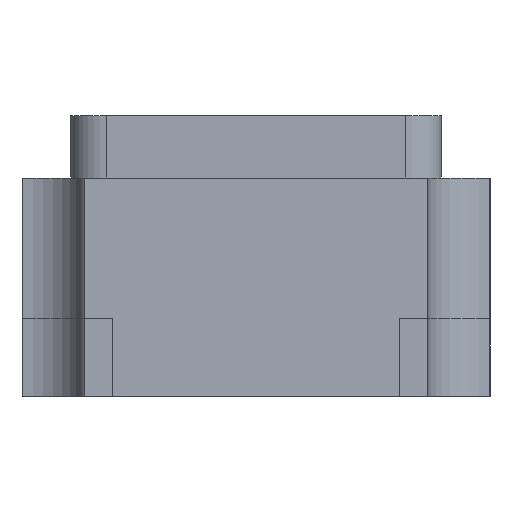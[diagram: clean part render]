
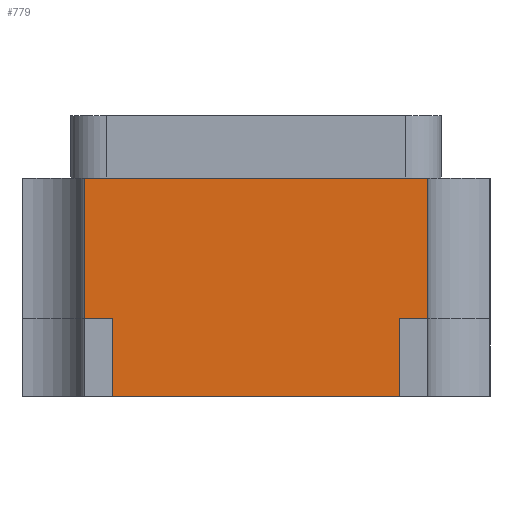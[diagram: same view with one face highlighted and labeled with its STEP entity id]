
A CAD part, left-side view. The second image highlights one B-rep face of the part: STEP entity #779.
In plain terms, the highlighted planar face has unit normal (-1, 0, 0).
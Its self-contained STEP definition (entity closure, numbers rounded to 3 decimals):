
#349 = VERTEX_POINT('',#350);
#350 = CARTESIAN_POINT('',(-1.6,-0.55,0.25));
#359 = VERTEX_POINT('',#360);
#360 = CARTESIAN_POINT('',(-1.6,-0.55,0.7));
#367 = EDGE_CURVE('',#349,#359,#368,.T.);
#368 = LINE('',#369,#370);
#369 = CARTESIAN_POINT('',(-1.6,-0.55,0.));
#370 = VECTOR('',#371,1.);
#371 = DIRECTION('',(0.,0.,1.));
#416 = VERTEX_POINT('',#417);
#417 = CARTESIAN_POINT('',(-1.6,0.55,0.7));
#424 = EDGE_CURVE('',#359,#416,#425,.T.);
#425 = LINE('',#426,#427);
#426 = CARTESIAN_POINT('',(-1.6,-0.55,0.7));
#427 = VECTOR('',#428,1.);
#428 = DIRECTION('',(0.,1.,0.));
#651 = VERTEX_POINT('',#652);
#652 = CARTESIAN_POINT('',(-1.6,-0.459,0.));
#675 = VERTEX_POINT('',#676);
#676 = CARTESIAN_POINT('',(-1.6,0.459,0.));
#779 = ADVANCED_FACE('',(#780),#826,.T.);
#780 = FACE_BOUND('',#781,.T.);
#781 = EDGE_LOOP('',(#782,#790,#791,#792,#800,#808,#814,#820));
#782 = ORIENTED_EDGE('',*,*,#783,.F.);
#783 = EDGE_CURVE('',#349,#784,#786,.T.);
#784 = VERTEX_POINT('',#785);
#785 = CARTESIAN_POINT('',(-1.6,-0.459,0.25));
#786 = LINE('',#787,#788);
#787 = CARTESIAN_POINT('',(-1.6,-0.55,0.25));
#788 = VECTOR('',#789,1.);
#789 = DIRECTION('',(0.,1.,0.));
#790 = ORIENTED_EDGE('',*,*,#367,.T.);
#791 = ORIENTED_EDGE('',*,*,#424,.T.);
#792 = ORIENTED_EDGE('',*,*,#793,.F.);
#793 = EDGE_CURVE('',#794,#416,#796,.T.);
#794 = VERTEX_POINT('',#795);
#795 = CARTESIAN_POINT('',(-1.6,0.55,0.25));
#796 = LINE('',#797,#798);
#797 = CARTESIAN_POINT('',(-1.6,0.55,0.));
#798 = VECTOR('',#799,1.);
#799 = DIRECTION('',(0.,0.,1.));
#800 = ORIENTED_EDGE('',*,*,#801,.T.);
#801 = EDGE_CURVE('',#794,#802,#804,.T.);
#802 = VERTEX_POINT('',#803);
#803 = CARTESIAN_POINT('',(-1.6,0.459,0.25));
#804 = LINE('',#805,#806);
#805 = CARTESIAN_POINT('',(-1.6,0.55,0.25));
#806 = VECTOR('',#807,1.);
#807 = DIRECTION('',(0.,-1.,0.));
#808 = ORIENTED_EDGE('',*,*,#809,.F.);
#809 = EDGE_CURVE('',#675,#802,#810,.T.);
#810 = LINE('',#811,#812);
#811 = CARTESIAN_POINT('',(-1.6,0.459,0.));
#812 = VECTOR('',#813,1.);
#813 = DIRECTION('',(0.,0.,1.));
#814 = ORIENTED_EDGE('',*,*,#815,.F.);
#815 = EDGE_CURVE('',#651,#675,#816,.T.);
#816 = LINE('',#817,#818);
#817 = CARTESIAN_POINT('',(-1.6,-0.55,0.));
#818 = VECTOR('',#819,1.);
#819 = DIRECTION('',(0.,1.,0.));
#820 = ORIENTED_EDGE('',*,*,#821,.T.);
#821 = EDGE_CURVE('',#651,#784,#822,.T.);
#822 = LINE('',#823,#824);
#823 = CARTESIAN_POINT('',(-1.6,-0.459,0.));
#824 = VECTOR('',#825,1.);
#825 = DIRECTION('',(0.,0.,1.));
#826 = PLANE('',#827);
#827 = AXIS2_PLACEMENT_3D('',#828,#829,#830);
#828 = CARTESIAN_POINT('',(-1.6,-0.55,0.));
#829 = DIRECTION('',(-1.,0.,0.));
#830 = DIRECTION('',(0.,1.,0.));
